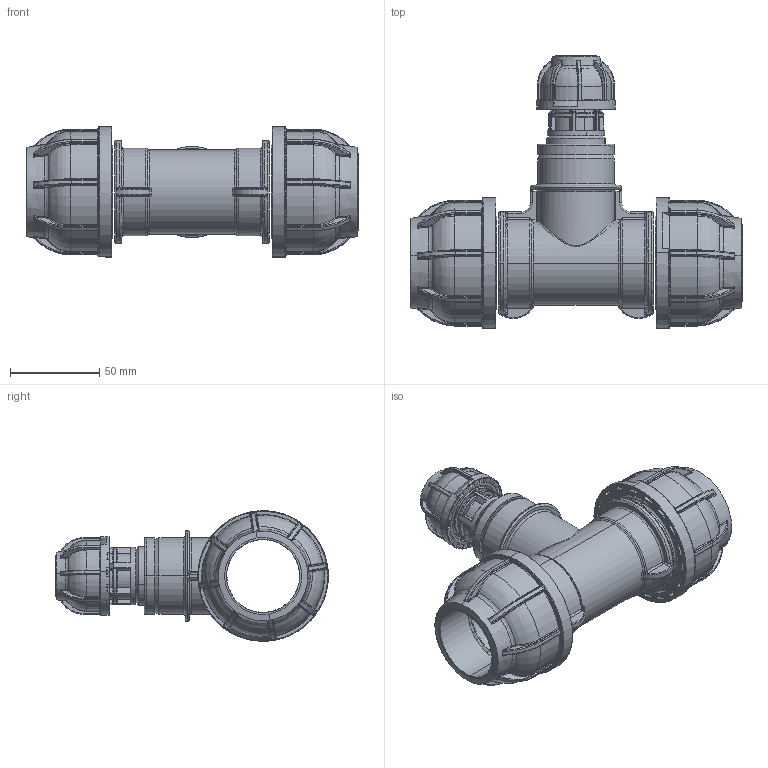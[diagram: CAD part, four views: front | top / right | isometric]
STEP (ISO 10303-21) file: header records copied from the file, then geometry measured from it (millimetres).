
FILE_DESCRIPTION (( 'STEP AP203' ), '1' );
FILE_NAME ('R217.040.020.step', '2013-11-19T09:25:03', ( 'Alusic' ), ( 'Alusic' ), 'SwSTEP 2.0', 'SolidWorks 2011', '' );
FILE_SCHEMA (( 'CONFIG_CONTROL_DESIGN' ));
Length unit declared in the file: millimetre
Products named in the file (1): R217.040.020
Bounding box: 185.68 x 152.55 x 72.99 mm (x, y, z)
Surface area: 93671.5 mm2 (no closed solid volume)
Topology: 0 solids, 72 shells, 1748 faces, 5630 edges, 3661 vertices
Faces by surface type: cylinder 500, torus 413, bspline 398, plane 350, cone 65, sphere 22
Entity records: 81165 total; most frequent: CARTESIAN_POINT 37524, DIRECTION 8683, ORIENTED_EDGE 8681, EDGE_CURVE 5563, AXIS2_PLACEMENT_3D 3699, VERTEX_POINT 3661, CIRCLE 2348, EDGE_LOOP 1763
